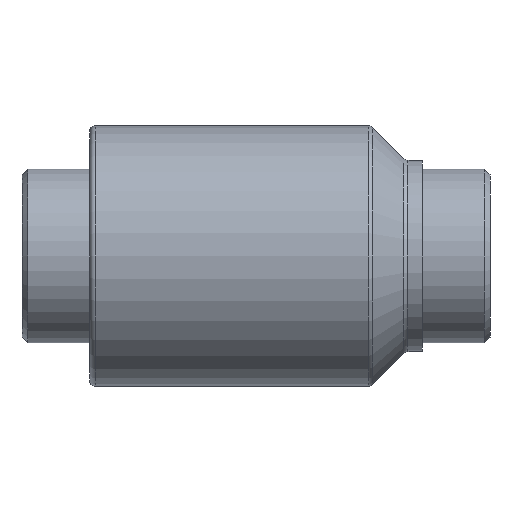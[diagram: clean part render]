
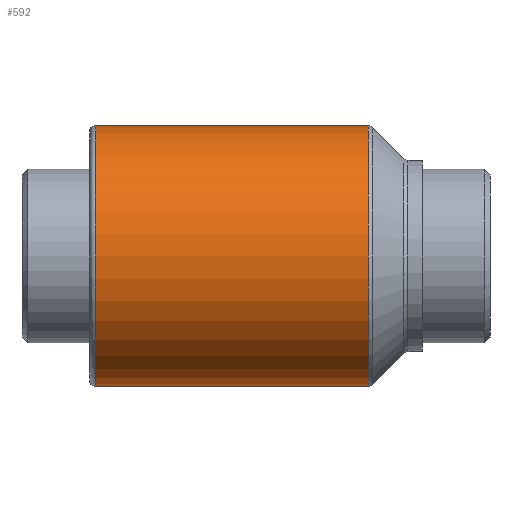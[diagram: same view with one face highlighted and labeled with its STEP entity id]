
A CAD part, front view. The second image highlights one B-rep face of the part: STEP entity #592.
In plain terms, the highlighted cylindrical face has radius 27 mm (diameter 54 mm), a full revolution.
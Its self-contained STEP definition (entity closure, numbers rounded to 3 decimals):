
#93=B_SPLINE_CURVE_WITH_KNOTS('',3,(#963,#964,#965,#966,#967,#968,#969,
#970,#971,#972,#973,#974,#975,#976,#977,#978,#979,#980,#981,#982,#983,#984,
#985,#986,#987,#988,#989,#990,#991,#992,#993,#994,#995,#996,#997,#998,#999,
#1000,#1001,#1002,#1003,#1004,#1005,#1006,#1007,#1008,#1009,#1010,#1011,
#1012),.UNSPECIFIED.,.T.,.F.,(4,2,2,2,2,2,2,2,2,2,2,2,2,2,2,2,2,2,2,2,2,
2,2,2,4),(0.,0.28,0.559,1.118,1.676,
1.954,2.233,2.511,2.79,3.347,
3.906,4.186,4.465,4.745,5.025,
5.584,6.141,6.42,6.698,6.977,
7.255,7.812,8.372,8.651,8.931),
 .UNSPECIFIED.);
#95=CYLINDRICAL_SURFACE('',#645,27.);
#121=FACE_BOUND('',#194,.T.);
#122=FACE_BOUND('',#195,.T.);
#143=FACE_OUTER_BOUND('',#193,.T.);
#193=EDGE_LOOP('',(#437));
#194=EDGE_LOOP('',(#438));
#195=EDGE_LOOP('',(#439));
#257=CIRCLE('',#644,27.);
#258=CIRCLE('',#646,27.);
#303=VERTEX_POINT('',#957);
#304=VERTEX_POINT('',#960);
#305=VERTEX_POINT('',#962);
#356=EDGE_CURVE('',#303,#303,#257,.T.);
#357=EDGE_CURVE('',#304,#304,#258,.T.);
#358=EDGE_CURVE('',#305,#305,#93,.T.);
#437=ORIENTED_EDGE('',*,*,#357,.F.);
#438=ORIENTED_EDGE('',*,*,#358,.T.);
#439=ORIENTED_EDGE('',*,*,#356,.F.);
#592=ADVANCED_FACE('',(#143,#121,#122),#95,.T.);
#644=AXIS2_PLACEMENT_3D('',#958,#746,#747);
#645=AXIS2_PLACEMENT_3D('',#959,#748,#749);
#646=AXIS2_PLACEMENT_3D('',#961,#750,#751);
#746=DIRECTION('center_axis',(1.,0.,0.));
#747=DIRECTION('ref_axis',(0.,-1.,0.));
#748=DIRECTION('center_axis',(1.,0.,0.));
#749=DIRECTION('ref_axis',(0.,1.,0.));
#750=DIRECTION('center_axis',(-1.,0.,0.));
#751=DIRECTION('ref_axis',(0.,-1.,0.));
#957=CARTESIAN_POINT('',(23.301,27.,0.));
#958=CARTESIAN_POINT('Origin',(23.301,0.,0.));
#959=CARTESIAN_POINT('Origin',(-5.35,0.,0.));
#960=CARTESIAN_POINT('',(-33.294,27.,0.));
#961=CARTESIAN_POINT('Origin',(-33.294,0.,0.));
#962=CARTESIAN_POINT('',(0.,22.795,-14.47));
#963=CARTESIAN_POINT('Ctrl Pts',(0.,22.795,
-14.47));
#964=CARTESIAN_POINT('Ctrl Pts',(0.932,22.795,-14.47));
#965=CARTESIAN_POINT('Ctrl Pts',(1.888,22.854,-14.379));
#966=CARTESIAN_POINT('Ctrl Pts',(3.773,23.086,-14.003));
#967=CARTESIAN_POINT('Ctrl Pts',(4.704,23.259,-13.718));
#968=CARTESIAN_POINT('Ctrl Pts',(7.365,23.893,-12.603));
#969=CARTESIAN_POINT('Ctrl Pts',(8.966,24.468,-11.498));
#970=CARTESIAN_POINT('Ctrl Pts',(11.493,25.503,-8.971));
#971=CARTESIAN_POINT('Ctrl Pts',(12.602,26.039,-7.369));
#972=CARTESIAN_POINT('Ctrl Pts',(13.719,26.603,-4.702));
#973=CARTESIAN_POINT('Ctrl Pts',(14.004,26.752,-3.77));
#974=CARTESIAN_POINT('Ctrl Pts',(14.379,26.951,-1.883));
#975=CARTESIAN_POINT('Ctrl Pts',(14.47,27.,-0.929));
#976=CARTESIAN_POINT('Ctrl Pts',(14.47,27.,0.929));
#977=CARTESIAN_POINT('Ctrl Pts',(14.379,26.951,1.883));
#978=CARTESIAN_POINT('Ctrl Pts',(14.004,26.752,3.77));
#979=CARTESIAN_POINT('Ctrl Pts',(13.719,26.603,4.702));
#980=CARTESIAN_POINT('Ctrl Pts',(12.602,26.039,7.369));
#981=CARTESIAN_POINT('Ctrl Pts',(11.493,25.503,8.971));
#982=CARTESIAN_POINT('Ctrl Pts',(8.966,24.468,11.498));
#983=CARTESIAN_POINT('Ctrl Pts',(7.365,23.893,12.603));
#984=CARTESIAN_POINT('Ctrl Pts',(4.704,23.259,13.718));
#985=CARTESIAN_POINT('Ctrl Pts',(3.773,23.086,14.003));
#986=CARTESIAN_POINT('Ctrl Pts',(1.888,22.854,14.379));
#987=CARTESIAN_POINT('Ctrl Pts',(0.932,22.795,14.47));
#988=CARTESIAN_POINT('Ctrl Pts',(-0.932,22.795,14.47));
#989=CARTESIAN_POINT('Ctrl Pts',(-1.888,22.854,14.379));
#990=CARTESIAN_POINT('Ctrl Pts',(-3.773,23.086,14.003));
#991=CARTESIAN_POINT('Ctrl Pts',(-4.704,23.259,13.718));
#992=CARTESIAN_POINT('Ctrl Pts',(-7.365,23.893,12.603));
#993=CARTESIAN_POINT('Ctrl Pts',(-8.966,24.468,11.498));
#994=CARTESIAN_POINT('Ctrl Pts',(-11.493,25.503,8.971));
#995=CARTESIAN_POINT('Ctrl Pts',(-12.602,26.039,7.369));
#996=CARTESIAN_POINT('Ctrl Pts',(-13.719,26.603,4.702));
#997=CARTESIAN_POINT('Ctrl Pts',(-14.004,26.752,3.77));
#998=CARTESIAN_POINT('Ctrl Pts',(-14.379,26.951,1.883));
#999=CARTESIAN_POINT('Ctrl Pts',(-14.47,27.,0.929));
#1000=CARTESIAN_POINT('Ctrl Pts',(-14.47,27.,-0.929));
#1001=CARTESIAN_POINT('Ctrl Pts',(-14.379,26.951,-1.883));
#1002=CARTESIAN_POINT('Ctrl Pts',(-14.004,26.752,-3.77));
#1003=CARTESIAN_POINT('Ctrl Pts',(-13.719,26.603,-4.702));
#1004=CARTESIAN_POINT('Ctrl Pts',(-12.602,26.039,-7.369));
#1005=CARTESIAN_POINT('Ctrl Pts',(-11.493,25.503,-8.971));
#1006=CARTESIAN_POINT('Ctrl Pts',(-8.966,24.468,-11.498));
#1007=CARTESIAN_POINT('Ctrl Pts',(-7.365,23.893,-12.603));
#1008=CARTESIAN_POINT('Ctrl Pts',(-4.704,23.259,-13.718));
#1009=CARTESIAN_POINT('Ctrl Pts',(-3.773,23.086,-14.003));
#1010=CARTESIAN_POINT('Ctrl Pts',(-1.888,22.854,-14.379));
#1011=CARTESIAN_POINT('Ctrl Pts',(-0.932,22.795,-14.47));
#1012=CARTESIAN_POINT('Ctrl Pts',(0.,22.795,
-14.47));
